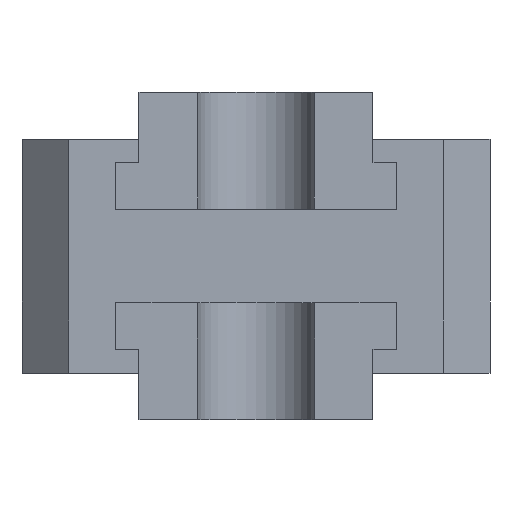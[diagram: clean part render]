
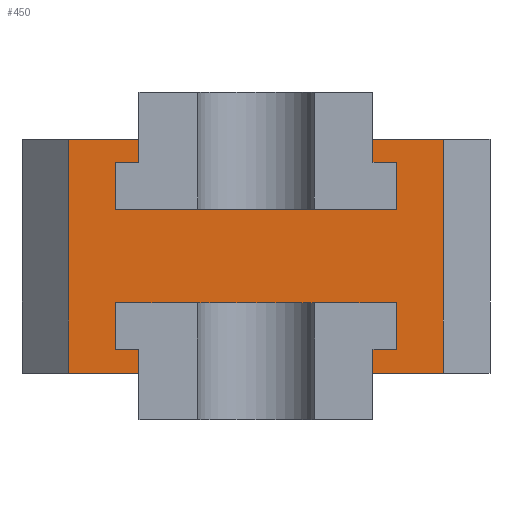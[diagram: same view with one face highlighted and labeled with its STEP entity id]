
A CAD part, top view. The second image highlights one B-rep face of the part: STEP entity #450.
In plain terms, the highlighted planar face has unit normal (0, 0, 1).
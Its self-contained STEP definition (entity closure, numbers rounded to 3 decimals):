
#14=FACE_BOUND('',#81,.T.);
#15=FACE_BOUND('',#82,.T.);
#56=FACE_OUTER_BOUND('',#80,.T.);
#80=EDGE_LOOP('',(#364,#365,#366,#367));
#81=EDGE_LOOP('',(#368,#369,#370,#371));
#82=EDGE_LOOP('',(#372,#373,#374,#375));
#105=LINE('',#660,#157);
#108=LINE('',#667,#160);
#112=LINE('',#676,#164);
#124=LINE('',#710,#176);
#127=LINE('',#716,#179);
#130=LINE('',#722,#182);
#131=LINE('',#723,#183);
#132=LINE('',#725,#184);
#133=LINE('',#727,#185);
#134=LINE('',#728,#186);
#135=LINE('',#729,#187);
#136=LINE('',#730,#188);
#157=VECTOR('',#537,10.);
#160=VECTOR('',#544,10.);
#164=VECTOR('',#550,10.);
#176=VECTOR('',#582,10.);
#179=VECTOR('',#587,10.);
#182=VECTOR('',#592,10.);
#183=VECTOR('',#593,10.);
#184=VECTOR('',#594,10.);
#185=VECTOR('',#595,10.);
#186=VECTOR('',#596,10.);
#187=VECTOR('',#597,10.);
#188=VECTOR('',#598,10.);
#208=VERTEX_POINT('',#657);
#209=VERTEX_POINT('',#659);
#210=VERTEX_POINT('',#664);
#211=VERTEX_POINT('',#666);
#214=VERTEX_POINT('',#673);
#215=VERTEX_POINT('',#675);
#226=VERTEX_POINT('',#707);
#227=VERTEX_POINT('',#709);
#229=VERTEX_POINT('',#715);
#231=VERTEX_POINT('',#721);
#232=VERTEX_POINT('',#724);
#233=VERTEX_POINT('',#726);
#252=EDGE_CURVE('',#209,#208,#105,.T.);
#256=EDGE_CURVE('',#211,#210,#108,.T.);
#260=EDGE_CURVE('',#215,#214,#112,.T.);
#276=EDGE_CURVE('',#226,#227,#124,.T.);
#279=EDGE_CURVE('',#229,#227,#127,.T.);
#282=EDGE_CURVE('',#226,#231,#130,.T.);
#283=EDGE_CURVE('',#229,#231,#131,.T.);
#284=EDGE_CURVE('',#232,#215,#132,.T.);
#285=EDGE_CURVE('',#214,#233,#133,.T.);
#286=EDGE_CURVE('',#233,#232,#134,.T.);
#287=EDGE_CURVE('',#210,#209,#135,.T.);
#288=EDGE_CURVE('',#208,#211,#136,.T.);
#364=ORIENTED_EDGE('',*,*,#276,.F.);
#365=ORIENTED_EDGE('',*,*,#282,.T.);
#366=ORIENTED_EDGE('',*,*,#283,.F.);
#367=ORIENTED_EDGE('',*,*,#279,.T.);
#368=ORIENTED_EDGE('',*,*,#284,.T.);
#369=ORIENTED_EDGE('',*,*,#260,.T.);
#370=ORIENTED_EDGE('',*,*,#285,.T.);
#371=ORIENTED_EDGE('',*,*,#286,.T.);
#372=ORIENTED_EDGE('',*,*,#256,.T.);
#373=ORIENTED_EDGE('',*,*,#287,.T.);
#374=ORIENTED_EDGE('',*,*,#252,.T.);
#375=ORIENTED_EDGE('',*,*,#288,.T.);
#426=PLANE('',#496);
#450=ADVANCED_FACE('',(#56,#14,#15),#426,.T.);
#496=AXIS2_PLACEMENT_3D('',#720,#590,#591);
#537=DIRECTION('',(-1.,0.,0.));
#544=DIRECTION('',(1.,0.,0.));
#550=DIRECTION('',(1.,0.,0.));
#582=DIRECTION('',(0.,-1.,0.));
#587=DIRECTION('',(1.,0.,0.));
#590=DIRECTION('center_axis',(0.,0.,1.));
#591=DIRECTION('ref_axis',(1.,0.,0.));
#592=DIRECTION('',(-1.,0.,0.));
#593=DIRECTION('',(0.,1.,0.));
#594=DIRECTION('',(0.,1.,0.));
#595=DIRECTION('',(0.,-1.,0.));
#596=DIRECTION('',(-1.,0.,0.));
#597=DIRECTION('',(0.,-1.,0.));
#598=DIRECTION('',(0.,1.,0.));
#657=CARTESIAN_POINT('',(20.,35.,10.));
#659=CARTESIAN_POINT('',(80.,35.,10.));
#660=CARTESIAN_POINT('',(35.,35.,10.));
#664=CARTESIAN_POINT('',(80.,45.,10.));
#666=CARTESIAN_POINT('',(20.,45.,10.));
#667=CARTESIAN_POINT('',(65.,45.,10.));
#673=CARTESIAN_POINT('',(80.,15.,10.));
#675=CARTESIAN_POINT('',(20.,15.,10.));
#676=CARTESIAN_POINT('',(65.,15.,10.));
#707=CARTESIAN_POINT('',(90.,50.,10.));
#709=CARTESIAN_POINT('',(90.,0.,10.));
#710=CARTESIAN_POINT('',(90.,12.5,10.));
#715=CARTESIAN_POINT('',(10.,0.,10.));
#716=CARTESIAN_POINT('',(0.,0.,10.));
#720=CARTESIAN_POINT('Origin',(50.,25.,10.));
#721=CARTESIAN_POINT('',(10.,50.,10.));
#722=CARTESIAN_POINT('',(100.,50.,10.));
#723=CARTESIAN_POINT('',(10.,37.5,10.));
#724=CARTESIAN_POINT('',(20.,5.,10.));
#725=CARTESIAN_POINT('',(20.,20.,10.));
#726=CARTESIAN_POINT('',(80.,5.,10.));
#727=CARTESIAN_POINT('',(80.,15.,10.));
#728=CARTESIAN_POINT('',(35.,5.,10.));
#729=CARTESIAN_POINT('',(80.,30.,10.));
#730=CARTESIAN_POINT('',(20.,35.,10.));
